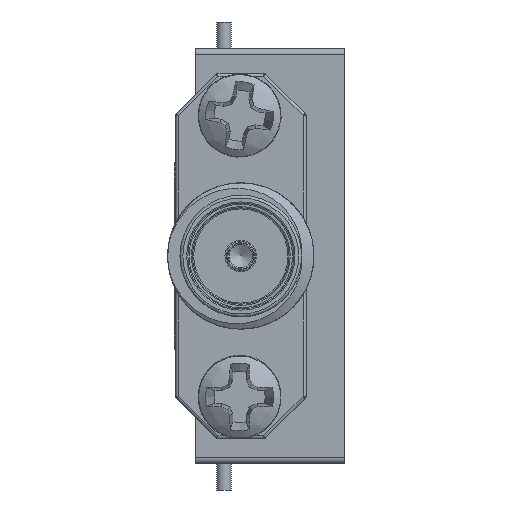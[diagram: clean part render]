
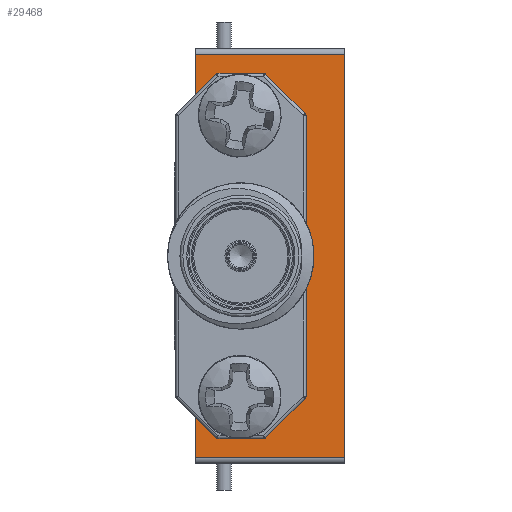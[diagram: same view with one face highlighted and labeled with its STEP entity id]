
A CAD part, left-side view. The second image highlights one B-rep face of the part: STEP entity #29468.
In plain terms, the highlighted planar face has unit normal (-1, 0, 0).
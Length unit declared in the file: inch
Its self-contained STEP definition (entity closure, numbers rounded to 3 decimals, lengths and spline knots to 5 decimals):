
#110 = LINE ( 'NONE', #41370, #34039 ) ;
#206 = VERTEX_POINT ( 'NONE', #27279 ) ;
#689 = CARTESIAN_POINT ( 'NONE',  ( -0.54, -0.108, 0.2925 ) ) ;
#1123 = DIRECTION ( 'NONE',  ( -1., 0., 0. ) ) ;
#1255 = VERTEX_POINT ( 'NONE', #25866 ) ;
#1724 = LINE ( 'NONE', #13320, #39905 ) ;
#2314 = ORIENTED_EDGE ( 'NONE', *, *, #25391, .F. ) ;
#2810 = CARTESIAN_POINT ( 'NONE',  ( -0.54, -0.032, -0.355 ) ) ;
#3351 = LINE ( 'NONE', #2810, #3931 ) ;
#3819 = EDGE_LOOP ( 'NONE', ( #10697 ) ) ;
#3931 = VECTOR ( 'NONE', #19238, 39.37008 ) ;
#3937 = CARTESIAN_POINT ( 'NONE',  ( -0.54, -0.108, -0.1885 ) ) ;
#5820 = AXIS2_PLACEMENT_3D ( 'NONE', #27063, #1123, #52049 ) ;
#6075 = CARTESIAN_POINT ( 'NONE',  ( -0.54, -0.108, 0.24 ) ) ;
#6233 = LINE ( 'NONE', #30971, #22628 ) ;
#6334 = ORIENTED_EDGE ( 'NONE', *, *, #43178, .T. ) ;
#6384 = CARTESIAN_POINT ( 'NONE',  ( -0.54, -0.287, -0.345 ) ) ;
#8073 = FACE_BOUND ( 'NONE', #3819, .T. ) ;
#8149 = VERTEX_POINT ( 'NONE', #8711 ) ;
#8711 = CARTESIAN_POINT ( 'NONE',  ( -0.54, -0.18, -0.182 ) ) ;
#10640 = DIRECTION ( 'NONE',  ( 0., 0., 1. ) ) ;
#10697 = ORIENTED_EDGE ( 'NONE', *, *, #35537, .F. ) ;
#11498 = CIRCLE ( 'NONE', #15789, 0.0525 ) ;
#12537 = ORIENTED_EDGE ( 'NONE', *, *, #14076, .F. ) ;
#12924 = VERTEX_POINT ( 'NONE', #46068 ) ;
#13320 = CARTESIAN_POINT ( 'NONE',  ( -0.54, -0.18, 0.182 ) ) ;
#14076 = EDGE_CURVE ( 'NONE', #8149, #12924, #35941, .T. ) ;
#15789 = AXIS2_PLACEMENT_3D ( 'NONE', #6075, #15905, #10640 ) ;
#15905 = DIRECTION ( 'NONE',  ( -1., 0., 0. ) ) ;
#16617 = VECTOR ( 'NONE', #30502, 39.37008 ) ;
#17652 = VERTEX_POINT ( 'NONE', #689 ) ;
#18121 = DIRECTION ( 'NONE',  ( 0., 1., 0. ) ) ;
#18789 = ORIENTED_EDGE ( 'NONE', *, *, #25377, .T. ) ;
#18882 = DIRECTION ( 'NONE',  ( 0., -1., 0. ) ) ;
#19238 = DIRECTION ( 'NONE',  ( 0., 0., 1. ) ) ;
#19410 = VERTEX_POINT ( 'NONE', #6384 ) ;
#19421 = VECTOR ( 'NONE', #24032, 39.37008 ) ;
#20120 = CARTESIAN_POINT ( 'NONE',  ( -0.54, -0.032, -0.345 ) ) ;
#20417 = EDGE_CURVE ( 'NONE', #19410, #34172, #40859, .T. ) ;
#21657 = AXIS2_PLACEMENT_3D ( 'NONE', #39634, #52368, #49116 ) ;
#21784 = DIRECTION ( 'NONE',  ( 0., 1., 0. ) ) ;
#22444 = ORIENTED_EDGE ( 'NONE', *, *, #30049, .F. ) ;
#22628 = VECTOR ( 'NONE', #18882, 39.37008 ) ;
#23192 = LINE ( 'NONE', #51411, #16617 ) ;
#24032 = DIRECTION ( 'NONE',  ( 0., 0., 1. ) ) ;
#24099 = VERTEX_POINT ( 'NONE', #3937 ) ;
#24577 = VERTEX_POINT ( 'NONE', #24849 ) ;
#24849 = CARTESIAN_POINT ( 'NONE',  ( -0.54, -0.032, 0.345 ) ) ;
#25039 = ORIENTED_EDGE ( 'NONE', *, *, #41350, .T. ) ;
#25377 = EDGE_CURVE ( 'NONE', #34172, #24577, #48217, .T. ) ;
#25391 = EDGE_CURVE ( 'NONE', #24099, #24099, #41996, .T. ) ;
#25866 = CARTESIAN_POINT ( 'NONE',  ( -0.54, -0.032, -0.182 ) ) ;
#26106 = VERTEX_POINT ( 'NONE', #20120 ) ;
#27063 = CARTESIAN_POINT ( 'NONE',  ( -0.54, -0.108, -0.241 ) ) ;
#27279 = CARTESIAN_POINT ( 'NONE',  ( -0.54, -0.032, 0.182 ) ) ;
#28056 = CARTESIAN_POINT ( 'NONE',  ( -0.54, -0.18, 0.182 ) ) ;
#28520 = VECTOR ( 'NONE', #29428, 39.37008 ) ;
#29428 = DIRECTION ( 'NONE',  ( 0., 0., 1. ) ) ;
#29468 = ADVANCED_FACE ( 'NONE', ( #36658, #45047, #8073 ), #39896, .F. ) ;
#30049 = EDGE_CURVE ( 'NONE', #12924, #206, #1724, .T. ) ;
#30502 = DIRECTION ( 'NONE',  ( 0., 1., 0. ) ) ;
#30805 = ORIENTED_EDGE ( 'NONE', *, *, #20417, .T. ) ;
#30971 = CARTESIAN_POINT ( 'NONE',  ( -0.54, -0.032, -0.345 ) ) ;
#34039 = VECTOR ( 'NONE', #49550, 39.37008 ) ;
#34172 = VERTEX_POINT ( 'NONE', #41615 ) ;
#34236 = VECTOR ( 'NONE', #21784, 39.37008 ) ;
#35537 = EDGE_CURVE ( 'NONE', #17652, #17652, #11498, .T. ) ;
#35941 = LINE ( 'NONE', #28056, #19421 ) ;
#36658 = FACE_OUTER_BOUND ( 'NONE', #47222, .T. ) ;
#37988 = EDGE_CURVE ( 'NONE', #26106, #1255, #3351, .T. ) ;
#38193 = EDGE_CURVE ( 'NONE', #206, #24577, #110, .T. ) ;
#39634 = CARTESIAN_POINT ( 'NONE',  ( -0.54, -0.032, -0.355 ) ) ;
#39896 = PLANE ( 'NONE',  #21657 ) ;
#39905 = VECTOR ( 'NONE', #18121, 39.37008 ) ;
#40859 = LINE ( 'NONE', #41919, #28520 ) ;
#41350 = EDGE_CURVE ( 'NONE', #8149, #1255, #23192, .T. ) ;
#41370 = CARTESIAN_POINT ( 'NONE',  ( -0.54, -0.032, -0.355 ) ) ;
#41615 = CARTESIAN_POINT ( 'NONE',  ( -0.54, -0.287, 0.345 ) ) ;
#41919 = CARTESIAN_POINT ( 'NONE',  ( -0.54, -0.287, -0.355 ) ) ;
#41996 = CIRCLE ( 'NONE', #5820, 0.0525 ) ;
#42929 = EDGE_LOOP ( 'NONE', ( #2314 ) ) ;
#43178 = EDGE_CURVE ( 'NONE', #26106, #19410, #6233, .T. ) ;
#44821 = ORIENTED_EDGE ( 'NONE', *, *, #37988, .F. ) ;
#45047 = FACE_BOUND ( 'NONE', #42929, .T. ) ;
#46068 = CARTESIAN_POINT ( 'NONE',  ( -0.54, -0.18, 0.182 ) ) ;
#46693 = CARTESIAN_POINT ( 'NONE',  ( -0.54, -0.032, 0.345 ) ) ;
#47222 = EDGE_LOOP ( 'NONE', ( #30805, #18789, #51205, #22444, #12537, #25039, #44821, #6334 ) ) ;
#48217 = LINE ( 'NONE', #46693, #34236 ) ;
#49116 = DIRECTION ( 'NONE',  ( 0., 0., -1. ) ) ;
#49550 = DIRECTION ( 'NONE',  ( 0., 0., 1. ) ) ;
#51205 = ORIENTED_EDGE ( 'NONE', *, *, #38193, .F. ) ;
#51411 = CARTESIAN_POINT ( 'NONE',  ( -0.54, -0.18, -0.182 ) ) ;
#52049 = DIRECTION ( 'NONE',  ( 0., 0., 1. ) ) ;
#52368 = DIRECTION ( 'NONE',  ( 1., 0., 0. ) ) ;
